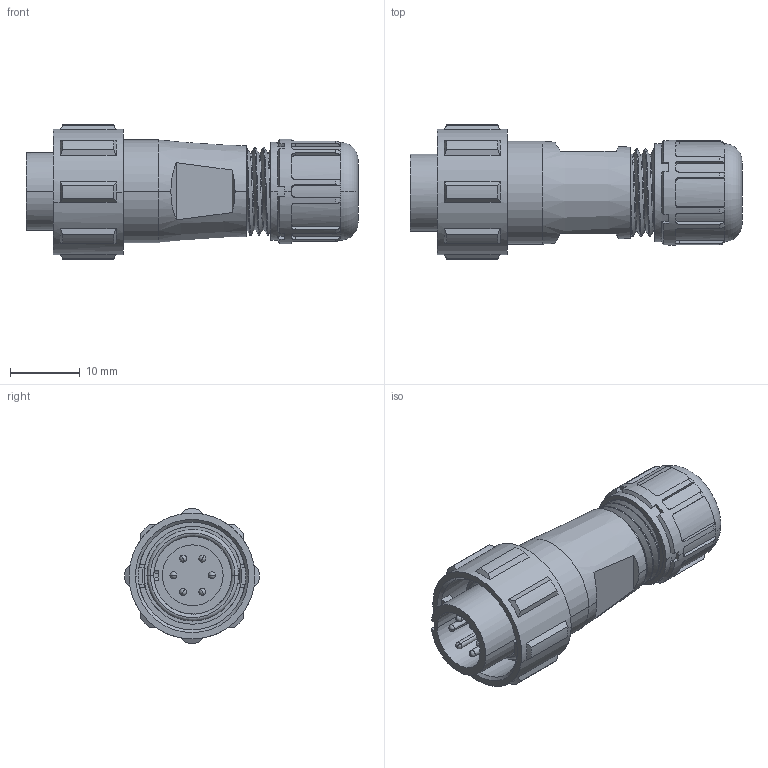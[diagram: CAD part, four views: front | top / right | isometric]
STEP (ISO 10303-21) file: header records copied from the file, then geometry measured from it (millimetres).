
FILE_DESCRIPTION((''),'2;1');
FILE_NAME('SY1310_P5','2016-01-18T',('Administrator'),(''),'PRO/ENGINEER BY PARAMETRIC TECHNOLOGY CORPORATION, 2015240','PRO/ENGINEER BY PARAMETRIC TECHNOLOGY CORPORATION, 2015240','');
FILE_SCHEMA(('CONFIG_CONTROL_DESIGN'));
Length unit declared in the file: millimetre
Products named in the file (1): SY1310_P5
Bounding box: 47.5 x 19.2 x 19.19 mm (x, y, z)
Volume: 6957.5 mm3; surface area: 4333.5 mm2
Topology: 2 solids, 2 shells, 274 faces, 756 edges, 492 vertices
Faces by surface type: plane 115, cylinder 91, cone 31, torus 18, sphere 12, bspline 7
Entity records: 10163 total; most frequent: CARTESIAN_POINT 3251, ORIENTED_EDGE 1488, DIRECTION 1412, EDGE_CURVE 744, AXIS2_PLACEMENT_3D 564, VERTEX_POINT 492, CIRCLE 297, EDGE_LOOP 294
